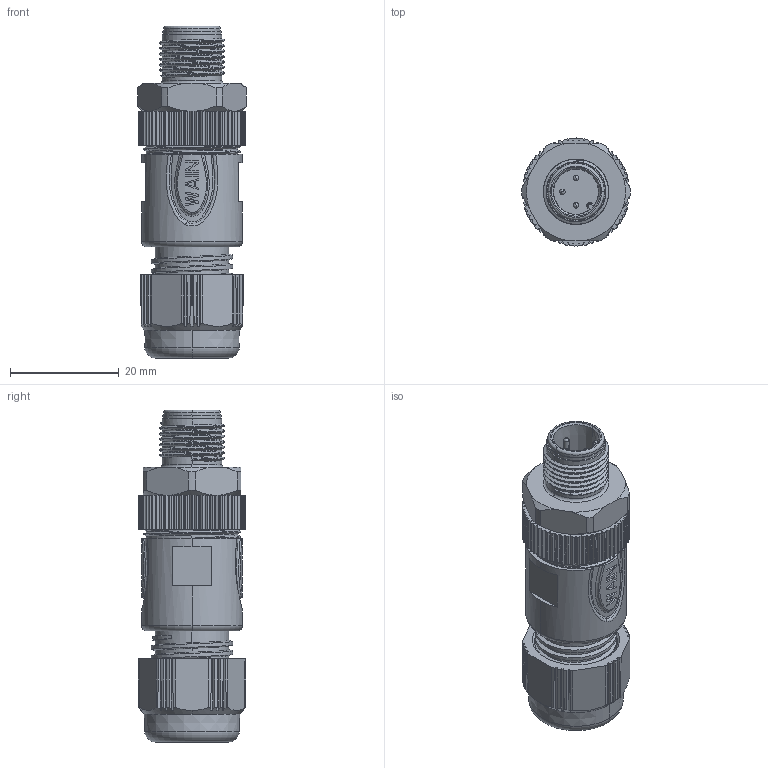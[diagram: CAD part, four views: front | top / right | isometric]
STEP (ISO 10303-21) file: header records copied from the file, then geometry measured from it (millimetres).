
FILE_DESCRIPTION((''),'2;1');
FILE_NAME('3D_1630034013001_M12S-M03A-T-D6','2020-12-29T',('cm.zhong'),(''),'PRO/ENGINEER BY PARAMETRIC TECHNOLOGY CORPORATION, 2012480','PRO/ENGINEER BY PARAMETRIC TECHNOLOGY CORPORATION, 2012480','');
FILE_SCHEMA(('CONFIG_CONTROL_DESIGN'));
Products named in the file (1): 3D_1630034013001_M12S-M03A-T-D6
Bounding box: 20 x 19.8 x 61 mm (x, y, z)
Volume: 10620.7 mm3; surface area: 9086.1 mm2
Topology: 1 solids, 1 shells, 830 faces, 2426 edges, 1622 vertices
Faces by surface type: plane 385, cylinder 244, cone 72, bspline 64, torus 49, extrusion 10, sphere 6
Entity records: 43424 total; most frequent: CARTESIAN_POINT 22211, ORIENTED_EDGE 4840, DIRECTION 3963, EDGE_CURVE 2420, VERTEX_POINT 1622, AXIS2_PLACEMENT_3D 1463, VECTOR 1037, LINE 1027
